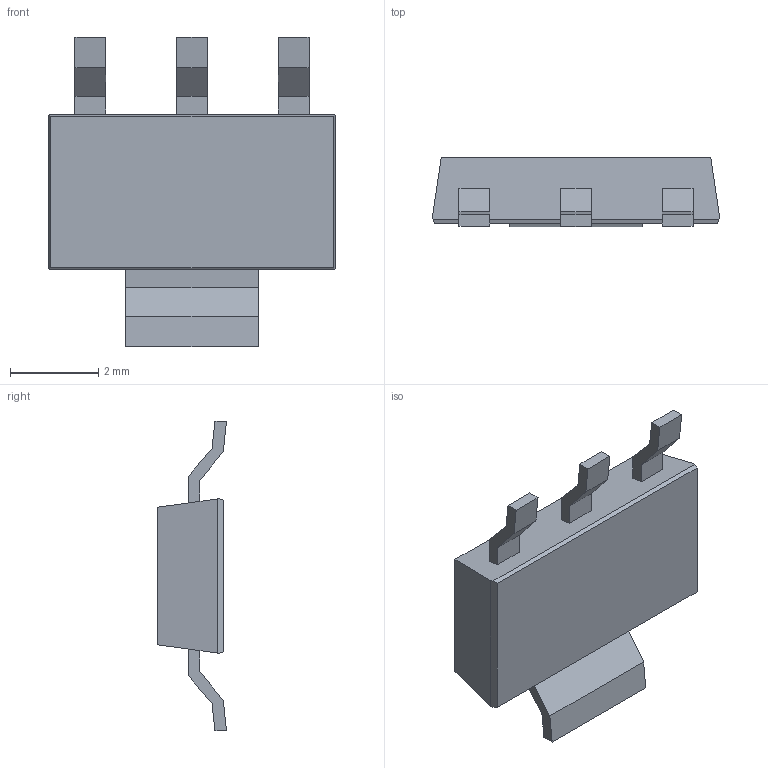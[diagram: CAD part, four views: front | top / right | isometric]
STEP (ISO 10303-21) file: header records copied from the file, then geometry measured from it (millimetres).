
FILE_DESCRIPTION(('STEP AP214'),'1');
FILE_NAME('ld1117s33ctr.stp','2020-03-14T04:29:35',('TraceParts'),('TraceParts S.A.'),'Spatial InterOp 3D',' ',' ');
FILE_SCHEMA(('AUTOMOTIVE_DESIGN { 1 0 10303 214 1 1 1 1 }'));
Length unit declared in the file: millimetre
Products named in the file (1): ld1117s33ctr
Bounding box: 6.5 x 1.56 x 7 mm (x, y, z)
Volume: 34.1 mm3; surface area: 95 mm2
Topology: 1 solids, 1 shells, 46 faces, 120 edges, 80 vertices
Faces by surface type: plane 46
Entity records: 1768 total; most frequent: CARTESIAN_POINT 247, ORIENTED_EDGE 240, DIRECTION 214, EDGE_CURVE 120, LINE 120, VECTOR 120, VERTEX_POINT 80, EDGE_LOOP 50
